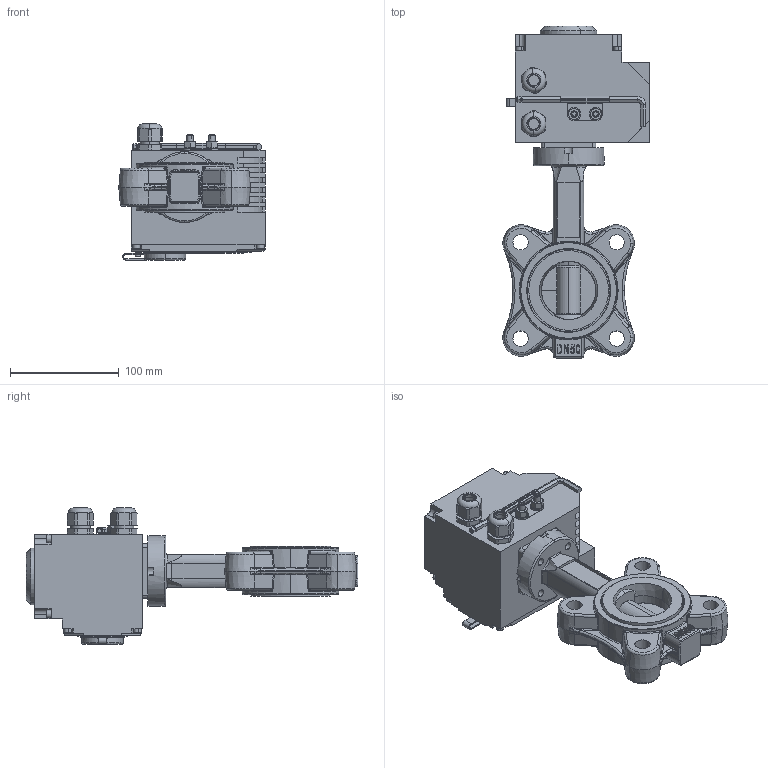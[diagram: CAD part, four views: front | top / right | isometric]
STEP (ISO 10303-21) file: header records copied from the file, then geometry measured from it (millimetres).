
FILE_DESCRIPTION (( 'STEP AP203' ), '1' );
FILE_NAME ('L9.000050E16C.STEP', '2023-03-08T07:59:43', ( '' ), ( '' ), 'SwSTEP 2.0', 'SolidWorks 2017', '' );
FILE_SCHEMA (( 'CONFIG_CONTROL_DESIGN' ));
Products named in the file (1): L9.000050E16C
Bounding box: 134.49 x 305 x 125 mm (x, y, z)
Volume: 1513665.3 mm3; surface area: 151819.8 mm2
Topology: 1 solids, 4 shells, 1155 faces, 2907 edges, 1745 vertices
Faces by surface type: plane 470, cylinder 250, cone 156, bspline 136, torus 115, sphere 28
Entity records: 39138 total; most frequent: CARTESIAN_POINT 12617, ORIENTED_EDGE 5678, DIRECTION 5365, EDGE_CURVE 2839, AXIS2_PLACEMENT_3D 2011, VERTEX_POINT 1745, LINE 1343, VECTOR 1343
